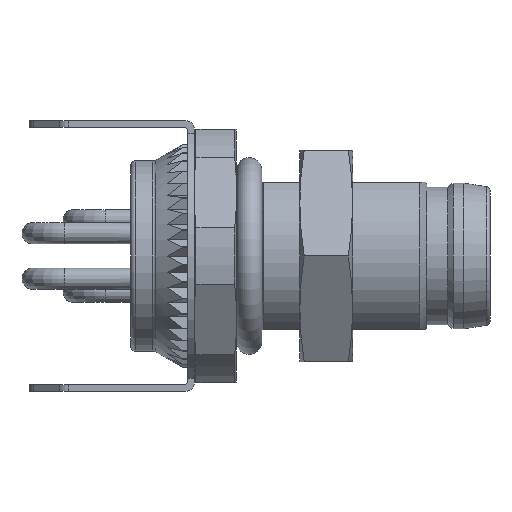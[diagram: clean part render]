
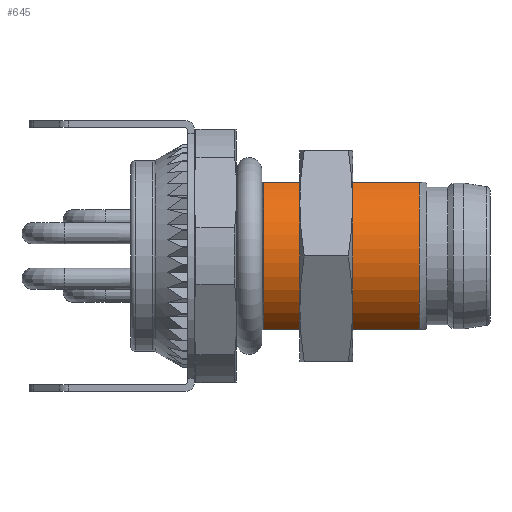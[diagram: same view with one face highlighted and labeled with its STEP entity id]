
A CAD part, front view. The second image highlights one B-rep face of the part: STEP entity #645.
In plain terms, the highlighted cylindrical face has radius 4 mm (diameter 8 mm), a partial arc.
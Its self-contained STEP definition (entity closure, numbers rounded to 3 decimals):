
#177=CYLINDRICAL_SURFACE('',#5584,4.);
#400=CIRCLE('',#5582,4.);
#401=CIRCLE('',#5583,4.);
#645=ADVANCED_FACE('',(#1090),#177,.T.);
#1090=FACE_OUTER_BOUND('',#1391,.T.);
#1391=EDGE_LOOP('',(#2631,#2632,#2633,#2634));
#1694=LINE('',#7673,#2092);
#1698=LINE('',#7692,#2096);
#2092=VECTOR('',#6112,1.);
#2096=VECTOR('',#6118,1.);
#2631=ORIENTED_EDGE('',*,*,#4632,.F.);
#2632=ORIENTED_EDGE('',*,*,#4660,.T.);
#2633=ORIENTED_EDGE('',*,*,#4626,.F.);
#2634=ORIENTED_EDGE('',*,*,#4661,.T.);
#4078=VERTEX_POINT('',#7672);
#4079=VERTEX_POINT('',#7674);
#4084=VERTEX_POINT('',#7691);
#4085=VERTEX_POINT('',#7693);
#4626=EDGE_CURVE('',#4078,#4079,#1694,.T.);
#4632=EDGE_CURVE('',#4084,#4085,#1698,.T.);
#4660=EDGE_CURVE('',#4084,#4079,#400,.T.);
#4661=EDGE_CURVE('',#4078,#4085,#401,.T.);
#5582=AXIS2_PLACEMENT_3D('',#7774,#6210,#6211);
#5583=AXIS2_PLACEMENT_3D('',#7775,#6212,#6213);
#5584=AXIS2_PLACEMENT_3D('',#7776,#6214,#6215);
#6112=DIRECTION('',(-1.,0.,0.));
#6118=DIRECTION('',(1.,0.,0.));
#6210=DIRECTION('',(1.,0.,0.));
#6211=DIRECTION('',(0.,0.,-1.));
#6212=DIRECTION('',(-1.,0.,0.));
#6213=DIRECTION('',(0.,0.,-1.));
#6214=DIRECTION('',(1.,0.,0.));
#6215=DIRECTION('',(0.,0.,-1.));
#7672=CARTESIAN_POINT('',(13.654,-1.936,-3.5));
#7673=CARTESIAN_POINT('',(9.5,-1.936,-3.5));
#7674=CARTESIAN_POINT('',(6.289,-1.936,-3.5));
#7691=CARTESIAN_POINT('',(6.289,-1.936,3.5));
#7692=CARTESIAN_POINT('',(9.5,-1.936,3.5));
#7693=CARTESIAN_POINT('',(13.654,-1.936,3.5));
#7774=CARTESIAN_POINT('',(6.289,0.,0.));
#7775=CARTESIAN_POINT('',(13.654,0.,0.));
#7776=CARTESIAN_POINT('',(9.5,0.,0.));
